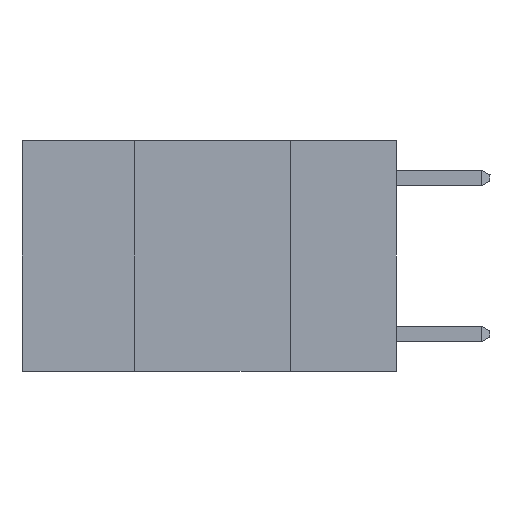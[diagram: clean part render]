
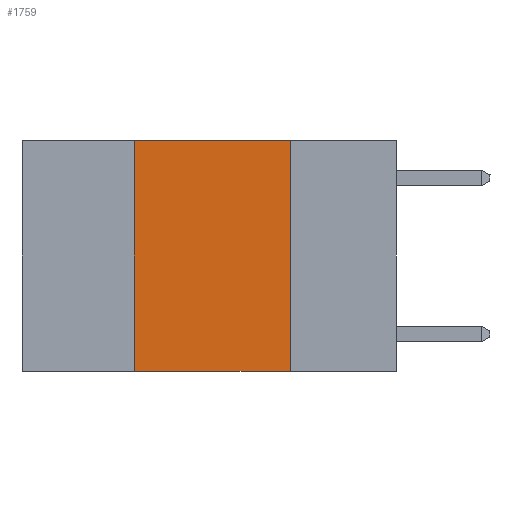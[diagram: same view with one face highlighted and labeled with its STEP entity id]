
A CAD part, left-side view. The second image highlights one B-rep face of the part: STEP entity #1759.
In plain terms, the highlighted planar face has unit normal (-1, 0, 0).
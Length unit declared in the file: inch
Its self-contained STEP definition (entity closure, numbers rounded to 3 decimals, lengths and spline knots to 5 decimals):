
#1 = VERTEX_POINT ( 'NONE', #5841 ) ;
#157 = CARTESIAN_POINT ( 'NONE',  ( 0., 0.42, 0. ) ) ;
#585 = ORIENTED_EDGE ( 'NONE', *, *, #4470, .F. ) ;
#690 = CARTESIAN_POINT ( 'NONE',  ( 0., 0.17, 0. ) ) ;
#973 = CARTESIAN_POINT ( 'NONE',  ( 0., 0.42, -0.37 ) ) ;
#985 = AXIS2_PLACEMENT_3D ( 'NONE', #4550, #4072, #8679 ) ;
#1183 = VECTOR ( 'NONE', #7220, 39.37008 ) ;
#1356 = CARTESIAN_POINT ( 'NONE',  ( 0., 0.6, -0.37 ) ) ;
#1759 = ADVANCED_FACE ( 'NONE', ( #6823 ), #8380, .F. ) ;
#1793 = EDGE_CURVE ( 'NONE', #8535, #1, #10084, .T. ) ;
#1820 = EDGE_LOOP ( 'NONE', ( #7438, #9553, #585, #6852 ) ) ;
#2781 = VECTOR ( 'NONE', #6570, 39.37008 ) ;
#2819 = CARTESIAN_POINT ( 'NONE',  ( 0., 0.17, 0. ) ) ;
#3720 = LINE ( 'NONE', #157, #1183 ) ;
#4072 = DIRECTION ( 'NONE',  ( 1., 0., 0. ) ) ;
#4470 = EDGE_CURVE ( 'NONE', #9265, #7465, #3720, .T. ) ;
#4550 = CARTESIAN_POINT ( 'NONE',  ( 0., 0.6, 0. ) ) ;
#4831 = VECTOR ( 'NONE', #9853, 39.37008 ) ;
#5342 = DIRECTION ( 'NONE',  ( 0., 0., -1. ) ) ;
#5768 = CARTESIAN_POINT ( 'NONE',  ( 0., 0.6, 0. ) ) ;
#5841 = CARTESIAN_POINT ( 'NONE',  ( 0., 0.17, -0.37 ) ) ;
#6570 = DIRECTION ( 'NONE',  ( 0., -1., 0. ) ) ;
#6755 = LINE ( 'NONE', #1356, #4831 ) ;
#6823 = FACE_OUTER_BOUND ( 'NONE', #1820, .T. ) ;
#6852 = ORIENTED_EDGE ( 'NONE', *, *, #9576, .T. ) ;
#6961 = EDGE_CURVE ( 'NONE', #7465, #8535, #9477, .T. ) ;
#7220 = DIRECTION ( 'NONE',  ( 0., 0., 1. ) ) ;
#7438 = ORIENTED_EDGE ( 'NONE', *, *, #1793, .F. ) ;
#7465 = VERTEX_POINT ( 'NONE', #10946 ) ;
#8220 = VECTOR ( 'NONE', #5342, 39.37008 ) ;
#8380 = PLANE ( 'NONE',  #985 ) ;
#8535 = VERTEX_POINT ( 'NONE', #2819 ) ;
#8679 = DIRECTION ( 'NONE',  ( 0., 0., -1. ) ) ;
#9265 = VERTEX_POINT ( 'NONE', #973 ) ;
#9477 = LINE ( 'NONE', #5768, #2781 ) ;
#9553 = ORIENTED_EDGE ( 'NONE', *, *, #6961, .F. ) ;
#9576 = EDGE_CURVE ( 'NONE', #9265, #1, #6755, .T. ) ;
#9853 = DIRECTION ( 'NONE',  ( 0., -1., 0. ) ) ;
#10084 = LINE ( 'NONE', #690, #8220 ) ;
#10946 = CARTESIAN_POINT ( 'NONE',  ( 0., 0.42, 0. ) ) ;
